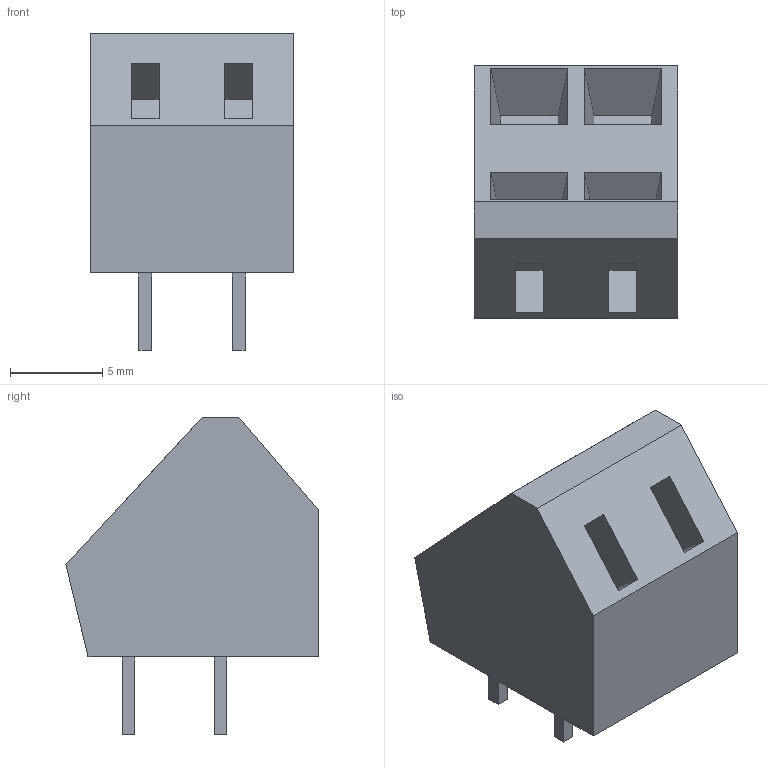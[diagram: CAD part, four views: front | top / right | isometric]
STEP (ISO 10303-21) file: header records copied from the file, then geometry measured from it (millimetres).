
FILE_DESCRIPTION(('FreeCAD Model'),'2;1');
FILE_NAME('Open CASCADE Shape Model','2025-02-04T20:07:50',(''),(''), 'Open CASCADE STEP processor 7.8','FreeCAD','Unknown');
FILE_SCHEMA(('AUTOMOTIVE_DESIGN { 1 0 10303 214 1 1 1 1 }'));
Length unit declared in the file: millimetre
Products named in the file (1): Wago_236-4xx
Bounding box: 11.08 x 13.7 x 17.2 mm (x, y, z)
Volume: 1339.9 mm3; surface area: 1013.4 mm2
Topology: 1 solids, 1 shells, 58 faces, 138 edges, 92 vertices
Faces by surface type: plane 42, bspline 16
Entity records: 3426 total; most frequent: CARTESIAN_POINT 645, DIRECTION 468, LINE 382, VECTOR 382, ORIENTED_EDGE 276, PCURVE 276, DEFINITIONAL_REPRESENTATION 276, EDGE_CURVE 138
